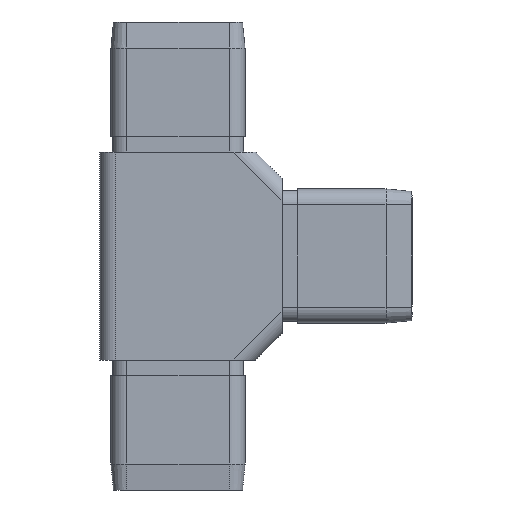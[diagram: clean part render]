
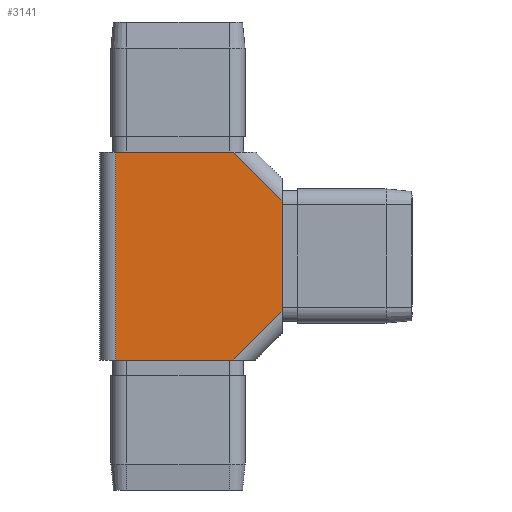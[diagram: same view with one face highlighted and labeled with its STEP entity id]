
A CAD part, left-side view. The second image highlights one B-rep face of the part: STEP entity #3141.
In plain terms, the highlighted planar face has unit normal (-1, 0, 0).
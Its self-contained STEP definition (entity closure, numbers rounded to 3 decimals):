
#374 = VERTEX_POINT ( 'NONE', #20634 ) ;
#829 = CARTESIAN_POINT ( 'NONE',  ( -15., -15.379, -12.879 ) ) ;
#2096 = LINE ( 'NONE', #5106, #14657 ) ;
#2515 = VECTOR ( 'NONE', #10146, 1000. ) ;
#2802 = DIRECTION ( 'NONE',  ( 0., 1., 0. ) ) ;
#3045 = CARTESIAN_POINT ( 'NONE',  ( -15., -8.257, 20. ) ) ;
#3141 = ADVANCED_FACE ( 'NONE', ( #8384 ), #12658, .F. ) ;
#3300 = EDGE_CURVE ( 'NONE', #8794, #6237, #9629, .T. ) ;
#3639 = AXIS2_PLACEMENT_3D ( 'NONE', #14173, #20433, #2802 ) ;
#3679 = ORIENTED_EDGE ( 'NONE', *, *, #5906, .T. ) ;
#3734 = CARTESIAN_POINT ( 'NONE',  ( -15., -8.257, -20. ) ) ;
#4010 = ORIENTED_EDGE ( 'NONE', *, *, #5828, .T. ) ;
#4152 = EDGE_LOOP ( 'NONE', ( #19289, #10601, #8705, #4010, #18310, #3679 ) ) ;
#4315 = VECTOR ( 'NONE', #19871, 1000. ) ;
#5106 = CARTESIAN_POINT ( 'NONE',  ( -15., -17.5, 20. ) ) ;
#5828 = EDGE_CURVE ( 'NONE', #12110, #6237, #10338, .T. ) ;
#5906 = EDGE_CURVE ( 'NONE', #8794, #374, #11644, .T. ) ;
#6237 = VERTEX_POINT ( 'NONE', #3045 ) ;
#6690 = CARTESIAN_POINT ( 'NONE',  ( -15., -17.5, -10.757 ) ) ;
#6946 = CARTESIAN_POINT ( 'NONE',  ( -15., 17.5, 20. ) ) ;
#6955 = EDGE_CURVE ( 'NONE', #374, #20530, #19341, .T. ) ;
#8213 = DIRECTION ( 'NONE',  ( 0., 0., -1. ) ) ;
#8233 = CARTESIAN_POINT ( 'NONE',  ( -15., -10.379, 17.879 ) ) ;
#8343 = VECTOR ( 'NONE', #11505, 1000. ) ;
#8384 = FACE_OUTER_BOUND ( 'NONE', #4152, .T. ) ;
#8705 = ORIENTED_EDGE ( 'NONE', *, *, #19942, .F. ) ;
#8794 = VERTEX_POINT ( 'NONE', #10097 ) ;
#9094 = VECTOR ( 'NONE', #11641, 1000. ) ;
#9629 = LINE ( 'NONE', #6946, #9094 ) ;
#10097 = CARTESIAN_POINT ( 'NONE',  ( -15., 14.5, 20. ) ) ;
#10146 = DIRECTION ( 'NONE',  ( 0., 0., -1. ) ) ;
#10338 = LINE ( 'NONE', #8233, #8343 ) ;
#10601 = ORIENTED_EDGE ( 'NONE', *, *, #20133, .T. ) ;
#11505 = DIRECTION ( 'NONE',  ( 0., 0.707, 0.707 ) ) ;
#11568 = VERTEX_POINT ( 'NONE', #6690 ) ;
#11641 = DIRECTION ( 'NONE',  ( 0., -1., 0. ) ) ;
#11644 = LINE ( 'NONE', #16541, #2515 ) ;
#12110 = VERTEX_POINT ( 'NONE', #16201 ) ;
#12658 = PLANE ( 'NONE',  #3639 ) ;
#13136 = VECTOR ( 'NONE', #17038, 1000. ) ;
#13634 = LINE ( 'NONE', #829, #4315 ) ;
#14173 = CARTESIAN_POINT ( 'NONE',  ( -15., 17.5, 20. ) ) ;
#14657 = VECTOR ( 'NONE', #8213, 1000. ) ;
#16201 = CARTESIAN_POINT ( 'NONE',  ( -15., -17.5, 10.757 ) ) ;
#16541 = CARTESIAN_POINT ( 'NONE',  ( -15., 14.5, 20. ) ) ;
#17038 = DIRECTION ( 'NONE',  ( 0., -1., 0. ) ) ;
#18310 = ORIENTED_EDGE ( 'NONE', *, *, #3300, .F. ) ;
#19289 = ORIENTED_EDGE ( 'NONE', *, *, #6955, .T. ) ;
#19341 = LINE ( 'NONE', #20323, #13136 ) ;
#19871 = DIRECTION ( 'NONE',  ( 0., -0.707, 0.707 ) ) ;
#19942 = EDGE_CURVE ( 'NONE', #12110, #11568, #2096, .T. ) ;
#20133 = EDGE_CURVE ( 'NONE', #20530, #11568, #13634, .T. ) ;
#20323 = CARTESIAN_POINT ( 'NONE',  ( -15., 17.5, -20. ) ) ;
#20433 = DIRECTION ( 'NONE',  ( 1., 0., 0. ) ) ;
#20530 = VERTEX_POINT ( 'NONE', #3734 ) ;
#20634 = CARTESIAN_POINT ( 'NONE',  ( -15., 14.5, -20. ) ) ;
